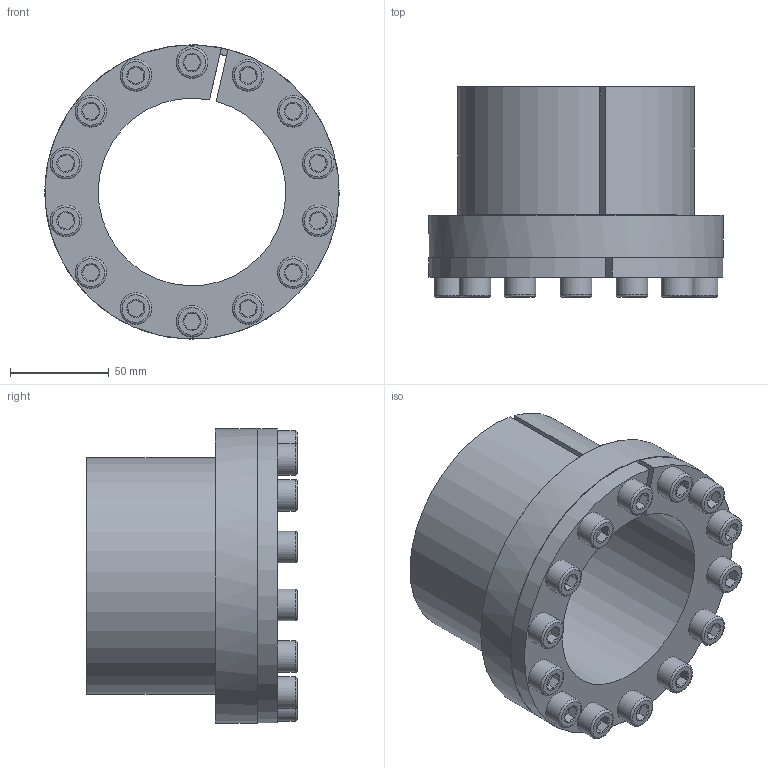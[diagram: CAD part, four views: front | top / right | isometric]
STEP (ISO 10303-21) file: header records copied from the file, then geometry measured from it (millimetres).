
FILE_DESCRIPTION(/* description */ ('Alibre Inc.'),/* implementation_level */ '2;1');
FILE_NAME(/* name */ 'export0',/* time_stamp */ '2012-12-23T15:11:24+01:00',/* author */ (''),/* organization */ (''),/* preprocessor_version */ 'ST-DEVELOPER v14',/* originating_system */ 'Alibre',/* authorisation */ '');
FILE_SCHEMA (('AUTOMOTIVE_DESIGN'));
Length unit declared in the file: millimetre
Bounding box: 149 x 106.5 x 149 mm (x, y, z)
Volume: 609345.8 mm3; surface area: 128606.9 mm2
Topology: 15 solids, 15 shells, 384 faces, 709 edges, 410 vertices
Faces by surface type: plane 176, cone 105, cylinder 75, torus 28
Full cylindrical faces by diameter (mm): 9 x14, 10 x42, 16 x14, 149 x1
Entity records: 9295 total; most frequent: CARTESIAN_POINT 2025, DIRECTION 1380, ORIENTED_EDGE 1126, AXIS2_PLACEMENT_3D 699, EDGE_LOOP 585, FACE_BOUND 585, EDGE_CURVE 563, ADVANCED_FACE 384
